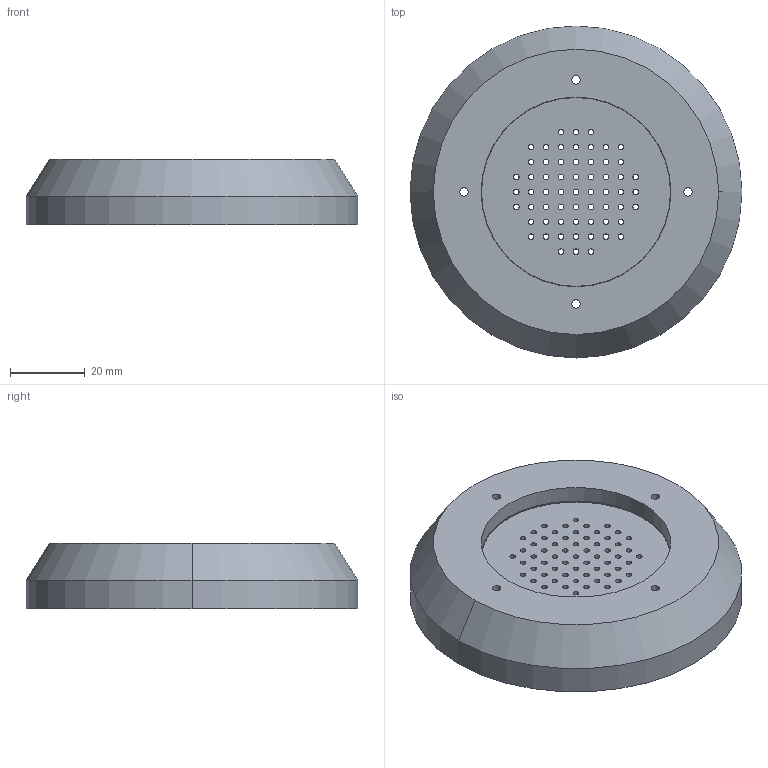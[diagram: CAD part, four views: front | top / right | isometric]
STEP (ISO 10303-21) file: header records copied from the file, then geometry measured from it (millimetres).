
FILE_DESCRIPTION (( 'STEP AP214' ), '1' );
FILE_NAME ('M3.3.STEP', '2023-03-12T17:07:20', ( '' ), ( '' ), 'SwSTEP 2.0', 'SolidWorks 2022', '' );
FILE_SCHEMA (( 'AUTOMOTIVE_DESIGN' ));
Length unit declared in the file: millimetre
Products named in the file (1): M3.3
Bounding box: 88.9 x 88.9 x 17.65 mm (x, y, z)
Volume: 51948.5 mm3; surface area: 20287.3 mm2
Topology: 1 solids, 1 shells, 157 faces, 448 edges, 293 vertices
Faces by surface type: cylinder 144, cone 8, plane 5
Entity records: 7267 total; most frequent: DIRECTION 1048, CARTESIAN_POINT 893, ORIENTED_EDGE 884, AXIS2_PLACEMENT_3D 448, EDGE_CURVE 442, VERTEX_POINT 293, EDGE_LOOP 293, CIRCLE 290
